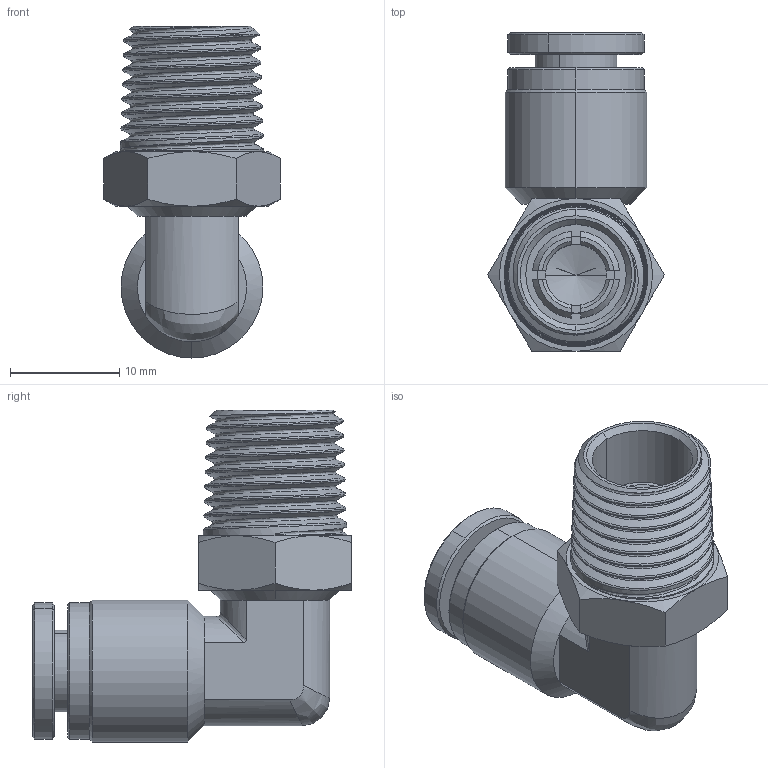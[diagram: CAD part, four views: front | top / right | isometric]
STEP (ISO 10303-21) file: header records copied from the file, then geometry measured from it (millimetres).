
FILE_DESCRIPTION (( 'STEP AP214' ), '1' );
FILE_NAME ('MES6R1-4W.STEP', '2018-07-20T16:56:04', ( '' ), ( '' ), 'SwSTEP 2.0', 'SolidWorks 2016', '' );
FILE_SCHEMA (( 'AUTOMOTIVE_DESIGN' ));
Length unit declared in the file: millimetre
Products named in the file (1): MES6R1-4W
Bounding box: 16.17 x 29.2 x 30.4 mm (x, y, z)
Volume: 3278.1 mm3; surface area: 5420.1 mm2
Topology: 7 solids, 7 shells, 461 faces, 1238 edges, 800 vertices
Faces by surface type: plane 162, cone 157, cylinder 87, bspline 53, torus 2
Entity records: 26693 total; most frequent: CARTESIAN_POINT 10739, ORIENTED_EDGE 2472, DIRECTION 2003, EDGE_CURVE 1236, AXIS2_PLACEMENT_3D 810, VERTEX_POINT 800, EDGE_LOOP 486, UNCERTAINTY_MEASURE_WITH_UNIT 470
